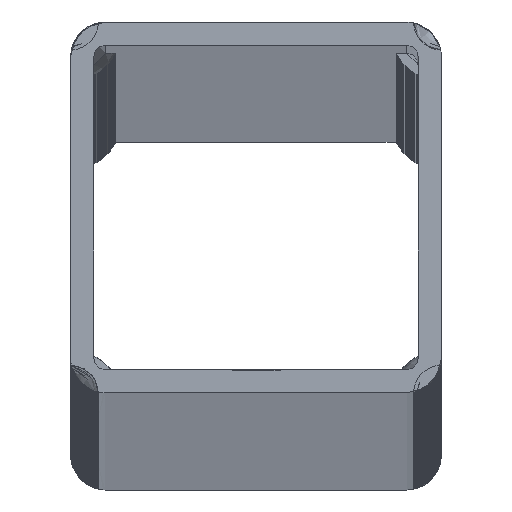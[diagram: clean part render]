
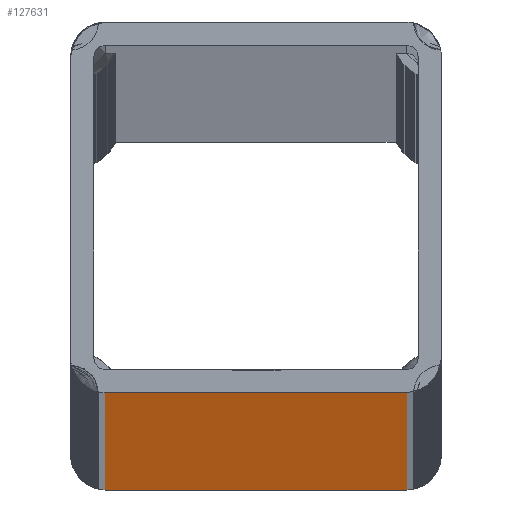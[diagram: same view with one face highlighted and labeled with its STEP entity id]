
A CAD part, top view. The second image highlights one B-rep face of the part: STEP entity #127631.
In plain terms, the highlighted planar face has unit normal (0, -1, 0).
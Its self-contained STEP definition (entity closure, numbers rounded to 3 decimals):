
#16931 = VECTOR ( 'NONE', #187631, 1000. ) ;
#19121 = CARTESIAN_POINT ( 'NONE',  ( -20., -20., -6000. ) ) ;
#26606 = FACE_OUTER_BOUND ( 'NONE', #195305, .T. ) ;
#32005 = VECTOR ( 'NONE', #106401, 1000. ) ;
#34228 = CARTESIAN_POINT ( 'NONE',  ( -20., -20., -6000. ) ) ;
#40979 = ORIENTED_EDGE ( 'NONE', *, *, #55866, .T. ) ;
#55866 = EDGE_CURVE ( 'NONE', #196290, #132638, #165552, .T. ) ;
#58144 = VERTEX_POINT ( 'NONE', #201567 ) ;
#58310 = ORIENTED_EDGE ( 'NONE', *, *, #216292, .T. ) ;
#78451 = CARTESIAN_POINT ( 'NONE',  ( -16.25, -20., -6000. ) ) ;
#79997 = EDGE_CURVE ( 'NONE', #58144, #212767, #242413, .T. ) ;
#100427 = VECTOR ( 'NONE', #144464, 1000. ) ;
#104765 = CARTESIAN_POINT ( 'NONE',  ( -20., -20., 0. ) ) ;
#105417 = ORIENTED_EDGE ( 'NONE', *, *, #79997, .F. ) ;
#106401 = DIRECTION ( 'NONE',  ( 0., 0., 1. ) ) ;
#114546 = CARTESIAN_POINT ( 'NONE',  ( 16.25, -20., 0. ) ) ;
#117094 = DIRECTION ( 'NONE',  ( 0., 0., -1. ) ) ;
#117891 = LINE ( 'NONE', #250239, #16931 ) ;
#127631 = ADVANCED_FACE ( 'NONE', ( #26606 ), #134747, .T. ) ;
#132638 = VERTEX_POINT ( 'NONE', #156545 ) ;
#134747 = PLANE ( 'NONE',  #194222 ) ;
#144464 = DIRECTION ( 'NONE',  ( 1., 0., 0. ) ) ;
#150735 = EDGE_CURVE ( 'NONE', #132638, #212767, #233966, .T. ) ;
#156545 = CARTESIAN_POINT ( 'NONE',  ( 16.25, -20., -6000. ) ) ;
#159933 = ORIENTED_EDGE ( 'NONE', *, *, #150735, .T. ) ;
#160236 = CARTESIAN_POINT ( 'NONE',  ( 16.25, -20., -6000. ) ) ;
#160257 = DIRECTION ( 'NONE',  ( 1., 0., 0. ) ) ;
#165552 = LINE ( 'NONE', #19121, #171874 ) ;
#171874 = VECTOR ( 'NONE', #160257, 1000. ) ;
#187631 = DIRECTION ( 'NONE',  ( 0., 0., -1. ) ) ;
#194222 = AXIS2_PLACEMENT_3D ( 'NONE', #34228, #215943, #117094 ) ;
#195305 = EDGE_LOOP ( 'NONE', ( #105417, #58310, #40979, #159933 ) ) ;
#196290 = VERTEX_POINT ( 'NONE', #78451 ) ;
#201567 = CARTESIAN_POINT ( 'NONE',  ( -16.25, -20., 0. ) ) ;
#212767 = VERTEX_POINT ( 'NONE', #114546 ) ;
#215943 = DIRECTION ( 'NONE',  ( 0., -1., 0. ) ) ;
#216292 = EDGE_CURVE ( 'NONE', #58144, #196290, #117891, .T. ) ;
#233966 = LINE ( 'NONE', #160236, #32005 ) ;
#242413 = LINE ( 'NONE', #104765, #100427 ) ;
#250239 = CARTESIAN_POINT ( 'NONE',  ( -16.25, -20., -6000. ) ) ;
